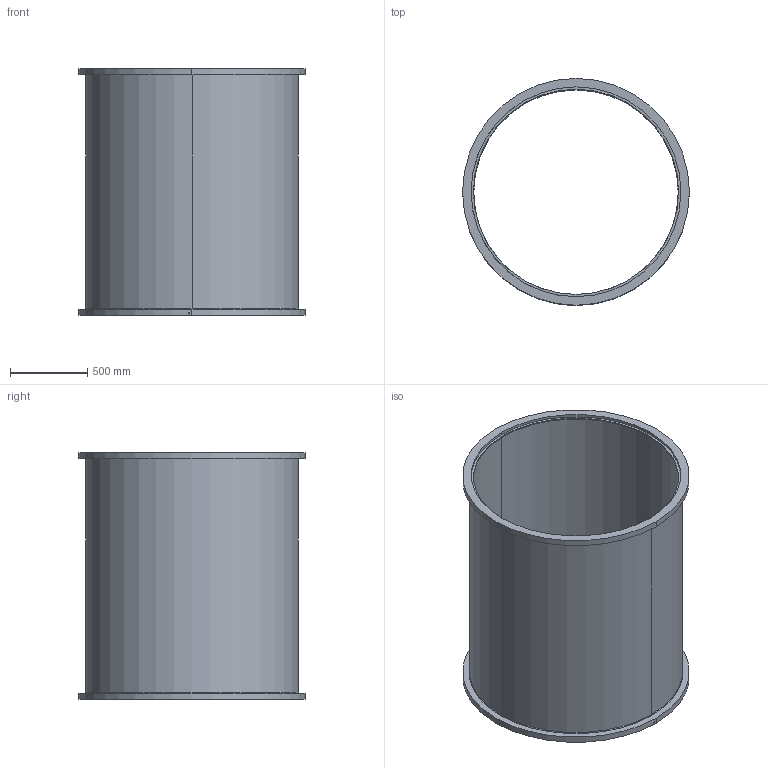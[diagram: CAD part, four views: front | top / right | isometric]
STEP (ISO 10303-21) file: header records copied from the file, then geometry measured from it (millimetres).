
FILE_DESCRIPTION(('CoCreate Modeling STEP Export'),'2;1');
FILE_NAME('main-vessel.stp','2011-12-12T12:35:22',(''),(''),'CoCreate Modeling STEP processor for AP214 (Solid Model)','CoCreate Modeling 16.00A 16-Aug-2008 (C) Parametric Technology GmbH','');
FILE_SCHEMA(('AUTOMOTIVE_DESIGN { 1 0 10303 214 1 1 1 1 }'));
Length unit declared in the file: millimetre
Products named in the file (2): main_vessel_bolt_flange_Oring
Assembly tree (1 placements, depth 2):
  main_vessel_bolt_flange_Oring
    main_vessel_bolt_flange_Oring
Bounding box: 1470 x 1470 x 1600 mm (x, y, z)
Volume: 86215722 mm3; surface area: 14937219 mm2
Topology: 1 solids, 1 shells, 36 faces, 78 edges, 49 vertices
Faces by surface type: cylinder 18, torus 10, plane 8
Entity records: 1664 total; most frequent: CARTESIAN_POINT 926, ORIENTED_EDGE 156, DIRECTION 128, EDGE_CURVE 78, AXIS2_PLACEMENT_3D 55, VERTEX_POINT 49, EDGE_LOOP 45, FACE_OUTER_BOUND 36
